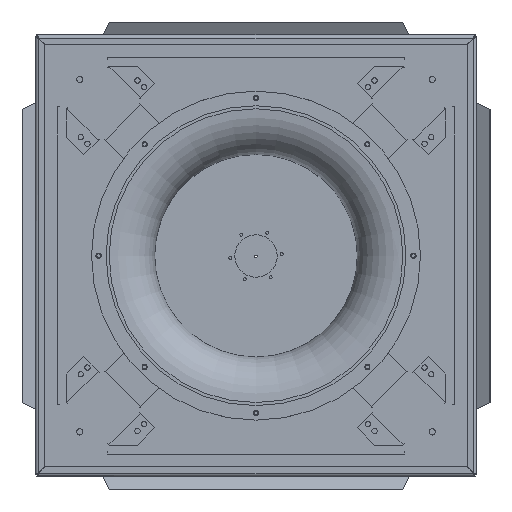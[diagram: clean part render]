
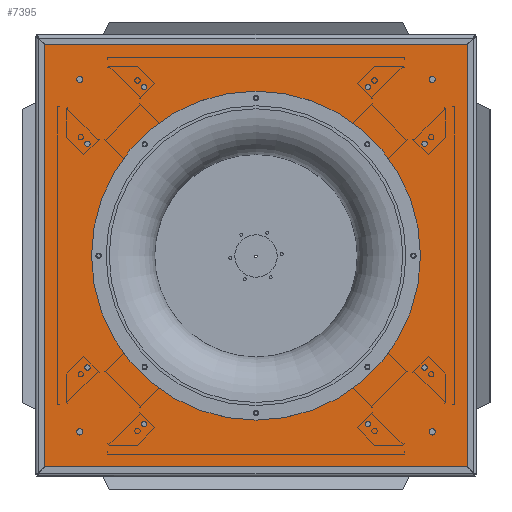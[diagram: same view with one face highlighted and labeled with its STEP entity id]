
A CAD part, top view. The second image highlights one B-rep face of the part: STEP entity #7395.
In plain terms, the highlighted planar face has unit normal (0, 0, 1).
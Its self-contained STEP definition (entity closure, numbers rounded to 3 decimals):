
#7395=ADVANCED_FACE('',(#39460,#39462,#39464,#39466,#39468,#39470,#39472,#39474,
#39476,#39478,#39480,#39482,#39484,#39486),#39488,.T.);
#39460=FACE_BOUND('',#39461,.T.);
#39461=EDGE_LOOP('',(#66132,#66133,#66134,#66135));
#39462=FACE_BOUND('',#39463,.T.);
#39463=EDGE_LOOP('',(#66136));
#39464=FACE_BOUND('',#39465,.T.);
#39465=EDGE_LOOP('',(#66137));
#39466=FACE_BOUND('',#39467,.T.);
#39467=EDGE_LOOP('',(#66138));
#39468=FACE_BOUND('',#39469,.T.);
#39469=EDGE_LOOP('',(#66139));
#39470=FACE_BOUND('',#39471,.T.);
#39471=EDGE_LOOP('',(#66140));
#39472=FACE_BOUND('',#39473,.T.);
#39473=EDGE_LOOP('',(#66141));
#39474=FACE_BOUND('',#39475,.T.);
#39475=EDGE_LOOP('',(#66142));
#39476=FACE_BOUND('',#39477,.T.);
#39477=EDGE_LOOP('',(#66143));
#39478=FACE_BOUND('',#39479,.T.);
#39479=EDGE_LOOP('',(#66144));
#39480=FACE_BOUND('',#39481,.T.);
#39481=EDGE_LOOP('',(#66145));
#39482=FACE_BOUND('',#39483,.T.);
#39483=EDGE_LOOP('',(#66146));
#39484=FACE_BOUND('',#39485,.T.);
#39485=EDGE_LOOP('',(#66147));
#39486=FACE_BOUND('',#39487,.T.);
#39487=EDGE_LOOP('',(#66148));
#39488=PLANE('',#39489);
#39489=AXIS2_PLACEMENT_3D('',#39490,#39491,#39492);
#39490=CARTESIAN_POINT('',(0.,0.,3.));
#39491=DIRECTION('',(0.,0.,1.));
#39492=DIRECTION('',(1.,0.,0.));
#66132=ORIENTED_EDGE('',*,*,#82045,.T.);
#66133=ORIENTED_EDGE('',*,*,#82046,.T.);
#66134=ORIENTED_EDGE('',*,*,#82047,.T.);
#66135=ORIENTED_EDGE('',*,*,#82048,.T.);
#66136=ORIENTED_EDGE('',*,*,#82049,.T.);
#66137=ORIENTED_EDGE('',*,*,#82050,.T.);
#66138=ORIENTED_EDGE('',*,*,#82051,.T.);
#66139=ORIENTED_EDGE('',*,*,#81549,.T.);
#66140=ORIENTED_EDGE('',*,*,#81548,.T.);
#66141=ORIENTED_EDGE('',*,*,#81547,.T.);
#66142=ORIENTED_EDGE('',*,*,#81546,.T.);
#66143=ORIENTED_EDGE('',*,*,#82052,.T.);
#66144=ORIENTED_EDGE('',*,*,#82053,.T.);
#66145=ORIENTED_EDGE('',*,*,#82054,.T.);
#66146=ORIENTED_EDGE('',*,*,#82055,.T.);
#66147=ORIENTED_EDGE('',*,*,#82056,.T.);
#66148=ORIENTED_EDGE('',*,*,#82057,.T.);
#81546=EDGE_CURVE('',#91309,#91309,#91310,.F.);
#81547=EDGE_CURVE('',#91311,#91311,#91312,.F.);
#81548=EDGE_CURVE('',#91313,#91313,#91314,.F.);
#81549=EDGE_CURVE('',#91315,#91315,#91316,.F.);
#82045=EDGE_CURVE('',#92015,#92021,#92208,.T.);
#82046=EDGE_CURVE('',#92021,#92051,#92209,.T.);
#82047=EDGE_CURVE('',#92051,#92034,#92210,.T.);
#82048=EDGE_CURVE('',#92034,#92015,#92211,.T.);
#82049=EDGE_CURVE('',#92212,#92212,#92213,.T.);
#82050=EDGE_CURVE('',#92214,#92214,#92215,.T.);
#82051=EDGE_CURVE('',#92216,#92216,#92217,.T.);
#82052=EDGE_CURVE('',#92218,#92218,#92219,.T.);
#82053=EDGE_CURVE('',#92220,#92220,#92221,.T.);
#82054=EDGE_CURVE('',#92222,#92222,#92223,.T.);
#82055=EDGE_CURVE('',#92224,#92224,#92225,.T.);
#82056=EDGE_CURVE('',#92226,#92226,#92227,.T.);
#82057=EDGE_CURVE('',#92228,#92228,#92229,.T.);
#91309=VERTEX_POINT('',#109990);
#91310=CIRCLE('',#109991,6.65);
#91311=VERTEX_POINT('',#109995);
#91312=CIRCLE('',#109996,6.65);
#91313=VERTEX_POINT('',#110000);
#91314=CIRCLE('',#110001,6.65);
#91315=VERTEX_POINT('',#110005);
#91316=CIRCLE('',#110006,6.65);
#92015=VERTEX_POINT('',#111575);
#92021=VERTEX_POINT('',#111588);
#92034=VERTEX_POINT('',#111618);
#92051=VERTEX_POINT('',#111657);
#92208=LINE('',#112029,#112030);
#92209=LINE('',#112032,#112033);
#92210=LINE('',#112035,#112036);
#92211=LINE('',#112038,#112039);
#92212=VERTEX_POINT('',#112041);
#92213=CIRCLE('',#112042,350.);
#92214=VERTEX_POINT('',#112046);
#92215=CIRCLE('',#112047,5.65);
#92216=VERTEX_POINT('',#112051);
#92217=CIRCLE('',#112052,5.65);
#92218=VERTEX_POINT('',#112056);
#92219=CIRCLE('',#112057,5.65);
#92220=VERTEX_POINT('',#112061);
#92221=CIRCLE('',#112062,5.65);
#92222=VERTEX_POINT('',#112066);
#92223=CIRCLE('',#112067,5.65);
#92224=VERTEX_POINT('',#112071);
#92225=CIRCLE('',#112072,5.65);
#92226=VERTEX_POINT('',#112076);
#92227=CIRCLE('',#112077,5.65);
#92228=VERTEX_POINT('',#112081);
#92229=CIRCLE('',#112082,5.65);
#109990=CARTESIAN_POINT('',(381.65,-375.,3.));
#109991=AXIS2_PLACEMENT_3D('',#109992,#109993,#109994);
#109992=CARTESIAN_POINT('',(375.,-375.,3.));
#109993=DIRECTION('',(0.,0.,1.));
#109994=DIRECTION('',(1.,0.,0.));
#109995=CARTESIAN_POINT('',(381.65,375.,3.));
#109996=AXIS2_PLACEMENT_3D('',#109997,#109998,#109999);
#109997=CARTESIAN_POINT('',(375.,375.,3.));
#109998=DIRECTION('',(0.,0.,1.));
#109999=DIRECTION('',(1.,0.,0.));
#110000=CARTESIAN_POINT('',(-368.35,375.,3.));
#110001=AXIS2_PLACEMENT_3D('',#110002,#110003,#110004);
#110002=CARTESIAN_POINT('',(-375.,375.,3.));
#110003=DIRECTION('',(0.,0.,1.));
#110004=DIRECTION('',(1.,0.,0.));
#110005=CARTESIAN_POINT('',(-368.35,-375.,3.));
#110006=AXIS2_PLACEMENT_3D('',#110007,#110008,#110009);
#110007=CARTESIAN_POINT('',(-375.,-375.,3.));
#110008=DIRECTION('',(0.,0.,1.));
#110009=DIRECTION('',(1.,0.,0.));
#111575=CARTESIAN_POINT('',(-462.9,-462.9,3.));
#111588=CARTESIAN_POINT('',(462.9,-462.9,3.));
#111618=CARTESIAN_POINT('',(-462.9,462.9,3.));
#111657=CARTESIAN_POINT('',(462.9,462.9,3.));
#112029=CARTESIAN_POINT('',(-462.9,-462.9,3.));
#112030=VECTOR('',#112031,1.);
#112031=DIRECTION('',(1.,0.,0.));
#112032=CARTESIAN_POINT('',(462.9,-462.9,3.));
#112033=VECTOR('',#112034,1.);
#112034=DIRECTION('',(0.,1.,0.));
#112035=CARTESIAN_POINT('',(462.9,462.9,3.));
#112036=VECTOR('',#112037,1.);
#112037=DIRECTION('',(-1.,0.,0.));
#112038=CARTESIAN_POINT('',(-462.9,462.9,3.));
#112039=VECTOR('',#112040,1.);
#112040=DIRECTION('',(0.,-1.,0.));
#112041=CARTESIAN_POINT('',(350.,0.,3.));
#112042=AXIS2_PLACEMENT_3D('',#112043,#112044,#112045);
#112043=CARTESIAN_POINT('',(0.,0.,3.));
#112044=DIRECTION('',(-0.,-0.,-1.));
#112045=DIRECTION('',(1.,0.,0.));
#112046=CARTESIAN_POINT('',(353.072,238.09,3.));
#112047=AXIS2_PLACEMENT_3D('',#112048,#112049,#112050);
#112048=CARTESIAN_POINT('',(358.722,238.09,3.));
#112049=DIRECTION('',(-0.,-0.,-1.));
#112050=DIRECTION('',(-1.,0.,0.));
#112051=CARTESIAN_POINT('',(232.44,358.722,3.));
#112052=AXIS2_PLACEMENT_3D('',#112053,#112054,#112055);
#112053=CARTESIAN_POINT('',(238.09,358.722,3.));
#112054=DIRECTION('',(-0.,-0.,-1.));
#112055=DIRECTION('',(-1.,0.,0.));
#112056=CARTESIAN_POINT('',(358.722,-232.44,3.));
#112057=AXIS2_PLACEMENT_3D('',#112058,#112059,#112060);
#112058=CARTESIAN_POINT('',(358.722,-238.09,3.));
#112059=DIRECTION('',(-0.,-0.,-1.));
#112060=DIRECTION('',(0.,1.,0.));
#112061=CARTESIAN_POINT('',(238.09,-353.072,3.));
#112062=AXIS2_PLACEMENT_3D('',#112063,#112064,#112065);
#112063=CARTESIAN_POINT('',(238.09,-358.722,3.));
#112064=DIRECTION('',(-0.,-0.,-1.));
#112065=DIRECTION('',(0.,1.,0.));
#112066=CARTESIAN_POINT('',(-232.44,-358.722,3.));
#112067=AXIS2_PLACEMENT_3D('',#112068,#112069,#112070);
#112068=CARTESIAN_POINT('',(-238.09,-358.722,3.));
#112069=DIRECTION('',(-0.,-0.,-1.));
#112070=DIRECTION('',(1.,0.,0.));
#112071=CARTESIAN_POINT('',(-353.072,-238.09,3.));
#112072=AXIS2_PLACEMENT_3D('',#112073,#112074,#112075);
#112073=CARTESIAN_POINT('',(-358.722,-238.09,3.));
#112074=DIRECTION('',(-0.,-0.,-1.));
#112075=DIRECTION('',(1.,0.,0.));
#112076=CARTESIAN_POINT('',(-358.722,232.44,3.));
#112077=AXIS2_PLACEMENT_3D('',#112078,#112079,#112080);
#112078=CARTESIAN_POINT('',(-358.722,238.09,3.));
#112079=DIRECTION('',(-0.,-0.,-1.));
#112080=DIRECTION('',(0.,-1.,-0.));
#112081=CARTESIAN_POINT('',(-238.09,353.072,3.));
#112082=AXIS2_PLACEMENT_3D('',#112083,#112084,#112085);
#112083=CARTESIAN_POINT('',(-238.09,358.722,3.));
#112084=DIRECTION('',(-0.,-0.,-1.));
#112085=DIRECTION('',(0.,-1.,-0.));
